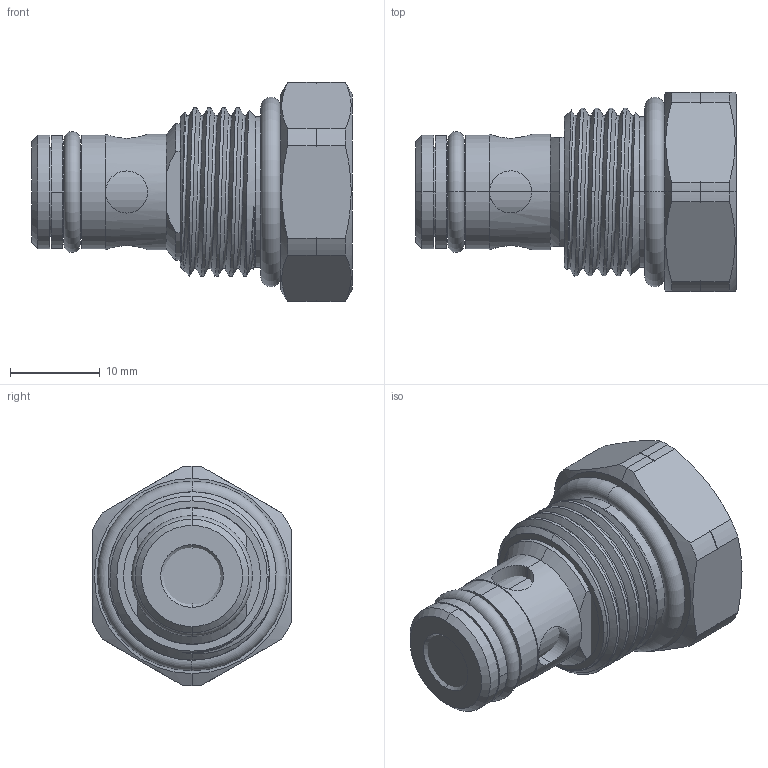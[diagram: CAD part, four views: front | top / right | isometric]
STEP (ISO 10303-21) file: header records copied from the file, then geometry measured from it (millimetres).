
FILE_DESCRIPTION (( 'STEP AP203' ), '1' );
FILE_NAME ('NC08W20-N.STEP', '2023-02-02T01:40:35', ( '' ), ( '' ), 'SwSTEP 2.0', 'SolidWorks 2018', '' );
FILE_SCHEMA (( 'CONFIG_CONTROL_DESIGN' ));
Length unit declared in the file: millimetre
Products named in the file (1): NC08W20-N
Bounding box: 35.8 x 22.22 x 24.5 mm (x, y, z)
Volume: 11032.2 mm3; surface area: 7468.5 mm2
Topology: 3 solids, 3 shells, 211 faces, 531 edges, 342 vertices
Faces by surface type: cylinder 101, cone 47, plane 40, bspline 14, torus 9
Entity records: 27887 total; most frequent: CARTESIAN_POINT 23018, ORIENTED_EDGE 1058, DIRECTION 946, EDGE_CURVE 529, AXIS2_PLACEMENT_3D 393, VERTEX_POINT 342, EDGE_LOOP 239, ADVANCED_FACE 211
